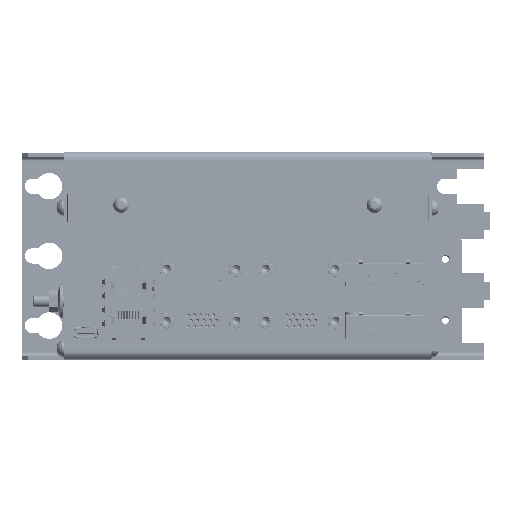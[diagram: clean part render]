
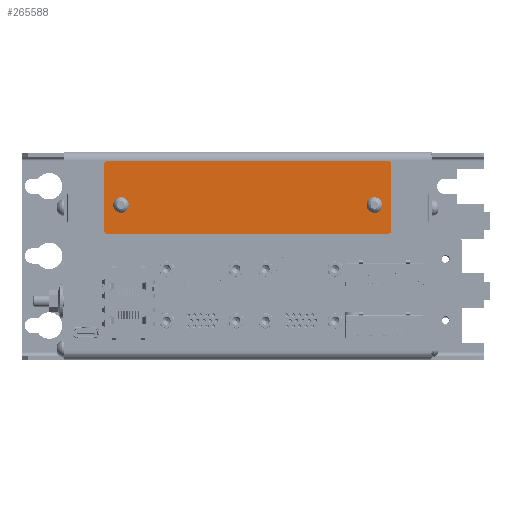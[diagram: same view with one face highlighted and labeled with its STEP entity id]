
A CAD part, top view. The second image highlights one B-rep face of the part: STEP entity #265588.
In plain terms, the highlighted planar face has unit normal (0, 0, 1).
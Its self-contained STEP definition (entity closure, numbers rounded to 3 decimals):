
#265281=CARTESIAN_POINT('',(45.5,-2.75,0.5));
#265282=DIRECTION('',(0.,0.,-1.));
#265283=DIRECTION('',(1.,0.,0.));
#265284=AXIS2_PLACEMENT_3D('',#265281,#265282,#265283);
#265289=CARTESIAN_POINT('',(45.5,-2.75,0.5));
#265290=DIRECTION('',(0.,0.,-1.));
#265291=DIRECTION('',(-1.,0.,0.));
#265292=AXIS2_PLACEMENT_3D('',#265289,#265290,#265291);
#265297=CARTESIAN_POINT('',(-45.5,-2.75,0.5));
#265298=DIRECTION('',(0.,0.,-1.));
#265299=DIRECTION('',(1.,0.,0.));
#265300=AXIS2_PLACEMENT_3D('',#265297,#265298,#265299);
#265305=CARTESIAN_POINT('',(-45.5,-2.75,0.5));
#265306=DIRECTION('',(0.,0.,-1.));
#265307=DIRECTION('',(-1.,0.,0.));
#265308=AXIS2_PLACEMENT_3D('',#265305,#265306,#265307);
#265313=CARTESIAN_POINT('',(-50.5,12.,0.5));
#265314=DIRECTION('',(0.,0.,1.));
#265315=DIRECTION('',(0.,1.,0.));
#265316=AXIS2_PLACEMENT_3D('',#265313,#265314,#265315);
#265321=DIRECTION('',(-1.,0.,0.));
#265322=VECTOR('',#265321,101.);
#265323=CARTESIAN_POINT('',(50.5,13.,0.5));
#265324=LINE('',#265323,#265322);
#265328=CARTESIAN_POINT('',(50.5,12.,0.5));
#265329=DIRECTION('',(0.,0.,1.));
#265330=DIRECTION('',(1.,0.,0.));
#265331=AXIS2_PLACEMENT_3D('',#265328,#265329,#265330);
#265336=DIRECTION('',(0.,1.,0.));
#265337=VECTOR('',#265336,24.);
#265338=CARTESIAN_POINT('',(51.5,-12.,0.5));
#265339=LINE('',#265338,#265337);
#265343=CARTESIAN_POINT('',(50.5,-12.,0.5));
#265344=DIRECTION('',(0.,0.,1.));
#265345=DIRECTION('',(0.,-1.,0.));
#265346=AXIS2_PLACEMENT_3D('',#265343,#265344,#265345);
#265351=DIRECTION('',(1.,0.,0.));
#265352=VECTOR('',#265351,101.);
#265353=CARTESIAN_POINT('',(-50.5,-13.,0.5));
#265354=LINE('',#265353,#265352);
#265358=CARTESIAN_POINT('',(-50.5,-12.,0.5));
#265359=DIRECTION('',(0.,0.,1.));
#265360=DIRECTION('',(-1.,0.,0.));
#265361=AXIS2_PLACEMENT_3D('',#265358,#265359,#265360);
#265366=DIRECTION('',(0.,-1.,0.));
#265367=VECTOR('',#265366,24.);
#265368=CARTESIAN_POINT('',(-51.5,12.,0.5));
#265369=LINE('',#265368,#265367);
#265447=CARTESIAN_POINT('',(-50.5,13.,0.5));
#265448=VERTEX_POINT('',#265447);
#265449=CARTESIAN_POINT('',(-51.5,12.,0.5));
#265450=VERTEX_POINT('',#265449);
#265455=CARTESIAN_POINT('',(-51.5,-12.,0.5));
#265456=VERTEX_POINT('',#265455);
#265457=CARTESIAN_POINT('',(-50.5,-13.,0.5));
#265458=VERTEX_POINT('',#265457);
#265463=CARTESIAN_POINT('',(50.5,-13.,0.5));
#265464=VERTEX_POINT('',#265463);
#265465=CARTESIAN_POINT('',(51.5,-12.,0.5));
#265466=VERTEX_POINT('',#265465);
#265471=CARTESIAN_POINT('',(51.5,12.,0.5));
#265472=VERTEX_POINT('',#265471);
#265473=CARTESIAN_POINT('',(50.5,13.,0.5));
#265474=VERTEX_POINT('',#265473);
#265483=CARTESIAN_POINT('',(47.1,-2.75,0.5));
#265484=CARTESIAN_POINT('',(43.9,-2.75,0.5));
#265485=VERTEX_POINT('',#265483);
#265486=VERTEX_POINT('',#265484);
#265487=CARTESIAN_POINT('',(-43.9,-2.75,0.5));
#265488=CARTESIAN_POINT('',(-47.1,-2.75,0.5));
#265489=VERTEX_POINT('',#265487);
#265490=VERTEX_POINT('',#265488);
#265555=CARTESIAN_POINT('',(0.,0.,0.5));
#265556=DIRECTION('',(0.,0.,1.));
#265557=DIRECTION('',(1.,0.,0.));
#265558=AXIS2_PLACEMENT_3D('',#265555,#265556,#265557);
#265559=PLANE('',#265558);
#265561=ORIENTED_EDGE('',*,*,#265560,.F.);
#265563=ORIENTED_EDGE('',*,*,#265562,.F.);
#265565=ORIENTED_EDGE('',*,*,#265564,.F.);
#265567=ORIENTED_EDGE('',*,*,#265566,.F.);
#265569=ORIENTED_EDGE('',*,*,#265568,.F.);
#265571=ORIENTED_EDGE('',*,*,#265570,.F.);
#265573=ORIENTED_EDGE('',*,*,#265572,.F.);
#265575=ORIENTED_EDGE('',*,*,#265574,.F.);
#265576=EDGE_LOOP('',(#265561,#265563,#265565,#265567,#265569,#265571,#265573,
#265575));
#265577=FACE_OUTER_BOUND('',#265576,.F.);
#265579=ORIENTED_EDGE('',*,*,#265578,.F.);
#265581=ORIENTED_EDGE('',*,*,#265580,.F.);
#265582=EDGE_LOOP('',(#265579,#265581));
#265583=FACE_BOUND('',#265582,.F.);
#265584=ORIENTED_EDGE('',*,*,#265535,.F.);
#265585=ORIENTED_EDGE('',*,*,#265549,.F.);
#265586=EDGE_LOOP('',(#265584,#265585));
#265587=FACE_BOUND('',#265586,.F.);
#265285=CIRCLE('',#265284,1.6);
#265293=CIRCLE('',#265292,1.6);
#265301=CIRCLE('',#265300,1.6);
#265309=CIRCLE('',#265308,1.6);
#265317=CIRCLE('',#265316,1.);
#265332=CIRCLE('',#265331,1.);
#265347=CIRCLE('',#265346,1.);
#265362=CIRCLE('',#265361,1.);
#265535=EDGE_CURVE('',#265485,#265486,#265285,.T.);
#265549=EDGE_CURVE('',#265486,#265485,#265293,.T.);
#265560=EDGE_CURVE('',#265448,#265450,#265317,.T.);
#265562=EDGE_CURVE('',#265474,#265448,#265324,.T.);
#265564=EDGE_CURVE('',#265472,#265474,#265332,.T.);
#265566=EDGE_CURVE('',#265466,#265472,#265339,.T.);
#265568=EDGE_CURVE('',#265464,#265466,#265347,.T.);
#265570=EDGE_CURVE('',#265458,#265464,#265354,.T.);
#265572=EDGE_CURVE('',#265456,#265458,#265362,.T.);
#265574=EDGE_CURVE('',#265450,#265456,#265369,.T.);
#265578=EDGE_CURVE('',#265489,#265490,#265301,.T.);
#265580=EDGE_CURVE('',#265490,#265489,#265309,.T.);
#265588=ADVANCED_FACE('',(#265577,#265583,#265587),#265559,.T.);
